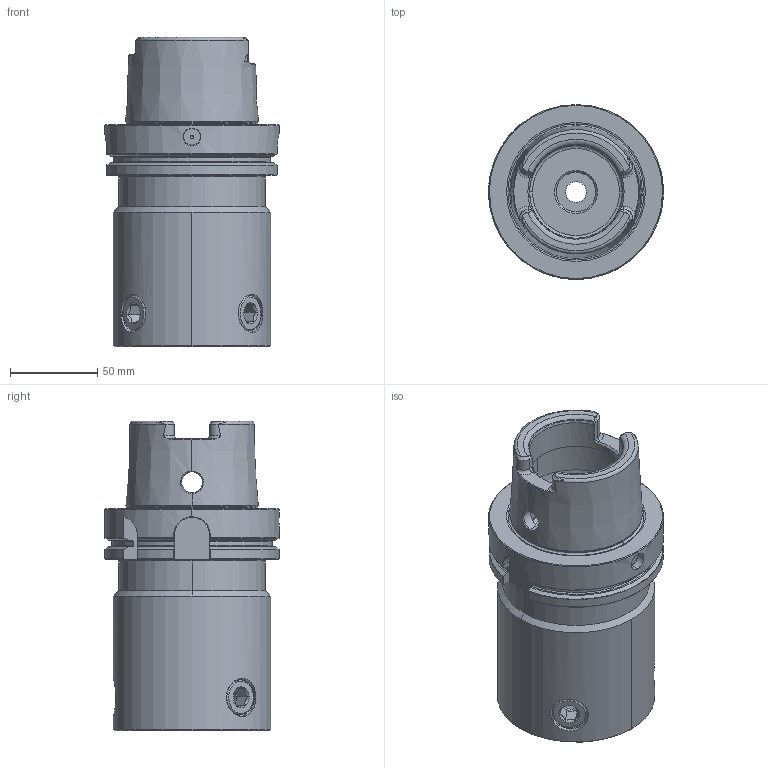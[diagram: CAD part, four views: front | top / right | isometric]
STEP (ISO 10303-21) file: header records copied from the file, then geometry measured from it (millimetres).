
FILE_DESCRIPTION(('no description'),'unknown implementation level');
FILE_NAME('00866AE6-2BD4-4901-8469-519727030103_export.stp',' ',('CIMSOURCE GmbH'),('CADClick - KiM GmbH - www.kimweb.de'),'unknown preprocess','ACIS','unknown authorization');
FILE_SCHEMA(('automotive_design'));
Length unit declared in the file: millimetre
Products named in the file (4): 324.572N Kaiser HSK-A100 X CKN7 X 210|690.437 Kaiser ETL M20 X 29 CK7_Standard;NONE; 324.572N Kaiser HSK-A100 X CKN7 X 210|324.572N Kaiser HSK-A100 X CKN7 X 210_Fertigbearbeitung;NONE
Bounding box: 99.93 x 99.93 x 176.9 mm (x, y, z)
Volume: 723292.3 mm3; surface area: 100195.7 mm2
Topology: 4 solids, 4 shells, 371 faces, 935 edges, 567 vertices
Faces by surface type: cone 117, plane 108, cylinder 94, torus 36, bspline 16
Entity records: 25073 total; most frequent: CARTESIAN_POINT 5994, STYLED_ITEM 1867, PRESENTATION_STYLE_ASSIGNMENT 1867, COLOUR_RGB 1867, ORIENTED_EDGE 1850, DIRECTION 1766, EDGE_CURVE 925, CURVE_STYLE 925
